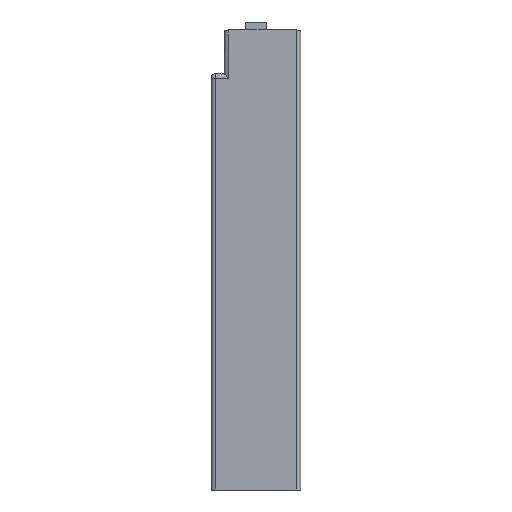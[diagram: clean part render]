
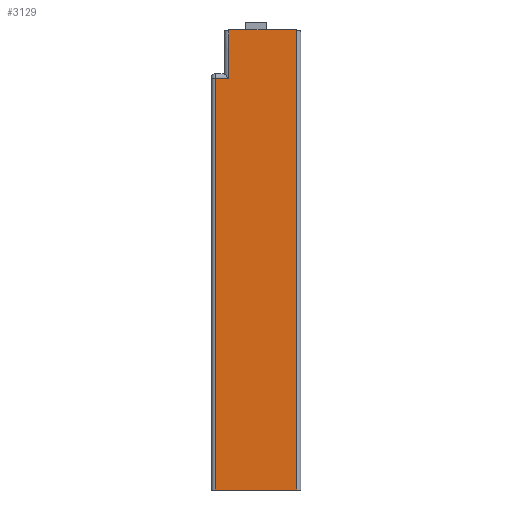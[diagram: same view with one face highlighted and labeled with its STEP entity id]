
A CAD part, front view. The second image highlights one B-rep face of the part: STEP entity #3129.
In plain terms, the highlighted planar face has unit normal (0, -1, 0).
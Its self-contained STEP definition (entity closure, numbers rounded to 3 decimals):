
#90=LINE('',#4237,#418);
#91=LINE('',#4240,#419);
#340=LINE('',#5525,#668);
#348=LINE('',#5554,#676);
#349=LINE('',#5556,#677);
#350=LINE('',#5557,#678);
#418=VECTOR('',#3452,10.);
#419=VECTOR('',#3455,10.);
#668=VECTOR('',#3882,10.);
#676=VECTOR('',#3898,10.);
#677=VECTOR('',#3899,10.);
#678=VECTOR('',#3900,10.);
#819=PLANE('',#3307);
#1004=FACE_OUTER_BOUND('',#1192,.T.);
#1192=EDGE_LOOP('',(#2811,#2812,#2813,#2814,#2815,#2816));
#1370=VERTEX_POINT('',#4231);
#1371=VERTEX_POINT('',#4235);
#1372=VERTEX_POINT('',#4239);
#1589=VERTEX_POINT('',#5524);
#1596=VERTEX_POINT('',#5553);
#1597=VERTEX_POINT('',#5555);
#1682=EDGE_CURVE('',#1371,#1370,#90,.T.);
#1683=EDGE_CURVE('',#1370,#1372,#91,.T.);
#2007=EDGE_CURVE('',#1372,#1589,#340,.T.);
#2017=EDGE_CURVE('',#1371,#1596,#348,.T.);
#2018=EDGE_CURVE('',#1597,#1596,#349,.T.);
#2019=EDGE_CURVE('',#1597,#1589,#350,.T.);
#2811=ORIENTED_EDGE('',*,*,#1682,.F.);
#2812=ORIENTED_EDGE('',*,*,#2017,.T.);
#2813=ORIENTED_EDGE('',*,*,#2018,.F.);
#2814=ORIENTED_EDGE('',*,*,#2019,.T.);
#2815=ORIENTED_EDGE('',*,*,#2007,.F.);
#2816=ORIENTED_EDGE('',*,*,#1683,.F.);
#3129=ADVANCED_FACE('',(#1004),#819,.T.);
#3307=AXIS2_PLACEMENT_3D('',#5552,#3896,#3897);
#3452=DIRECTION('',(0.,0.,1.));
#3455=DIRECTION('',(1.,0.,0.));
#3882=DIRECTION('',(0.,0.,1.));
#3896=DIRECTION('center_axis',(0.,-1.,0.));
#3897=DIRECTION('ref_axis',(1.,0.,0.));
#3898=DIRECTION('',(1.,0.,0.));
#3899=DIRECTION('',(0.,0.,-1.));
#3900=DIRECTION('',(-1.,0.,0.));
#4231=CARTESIAN_POINT('',(55.287,-278.426,127.989));
#4235=CARTESIAN_POINT('',(55.287,-278.426,-60.011));
#4237=CARTESIAN_POINT('',(55.287,-278.426,0.));
#4239=CARTESIAN_POINT('',(61.287,-278.426,127.989));
#4240=CARTESIAN_POINT('',(53.287,-278.426,127.989));
#5524=CARTESIAN_POINT('',(61.287,-278.426,149.989));
#5525=CARTESIAN_POINT('',(61.287,-278.426,69.994));
#5552=CARTESIAN_POINT('Origin',(53.287,-278.426,0.));
#5553=CARTESIAN_POINT('',(92.287,-278.426,-60.011));
#5554=CARTESIAN_POINT('',(63.537,-278.426,-60.011));
#5555=CARTESIAN_POINT('',(92.287,-278.426,149.989));
#5556=CARTESIAN_POINT('',(92.287,-278.426,0.));
#5557=CARTESIAN_POINT('',(94.287,-278.426,149.989));
